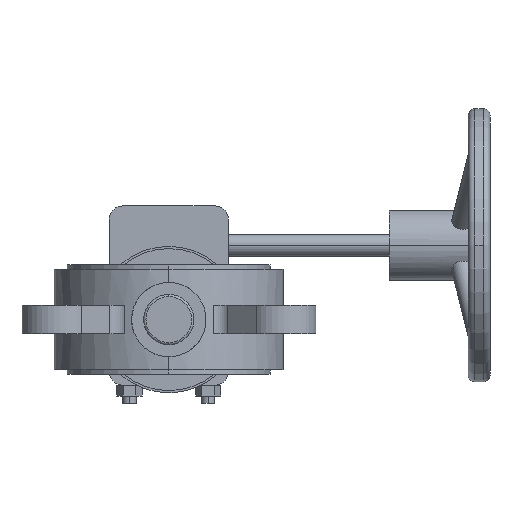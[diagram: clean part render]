
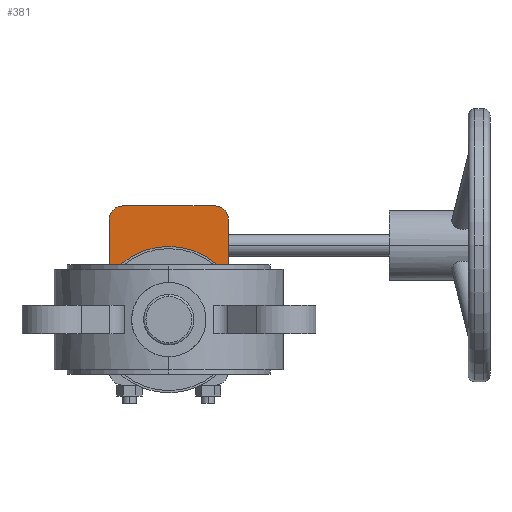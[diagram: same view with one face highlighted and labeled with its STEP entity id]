
A CAD part, front view. The second image highlights one B-rep face of the part: STEP entity #381.
In plain terms, the highlighted planar face has unit normal (0, -1, 0).
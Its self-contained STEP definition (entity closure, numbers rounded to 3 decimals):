
#381 = ADVANCED_FACE( '', ( #953 ), #954, .F. );
#953 = FACE_OUTER_BOUND( '', #1547, .T. );
#954 = PLANE( '', #1548 );
#1547 = EDGE_LOOP( '', ( #3743, #3744, #3745, #3746, #3747, #3748, #3749, #3750, #3751, #3752, #3753, #3754, #3755, #3756, #3757, #3758, #3759, #3760, #3761, #3762 ) );
#1548 = AXIS2_PLACEMENT_3D( '', #3763, #3764, #3765 );
#3743 = ORIENTED_EDGE( '', *, *, #4639, .T. );
#3744 = ORIENTED_EDGE( '', *, *, #4635, .T. );
#3745 = ORIENTED_EDGE( '', *, *, #4682, .T. );
#3746 = ORIENTED_EDGE( '', *, *, #4679, .T. );
#3747 = ORIENTED_EDGE( '', *, *, #4675, .T. );
#3748 = ORIENTED_EDGE( '', *, *, #4691, .F. );
#3749 = ORIENTED_EDGE( '', *, *, #4650, .T. );
#3750 = ORIENTED_EDGE( '', *, *, #4641, .T. );
#3751 = ORIENTED_EDGE( '', *, *, #4673, .T. );
#3752 = ORIENTED_EDGE( '', *, *, #4670, .T. );
#3753 = ORIENTED_EDGE( '', *, *, #4667, .T. );
#3754 = ORIENTED_EDGE( '', *, *, #4396, .F. );
#3755 = ORIENTED_EDGE( '', *, *, #4692, .F. );
#3756 = ORIENTED_EDGE( '', *, *, #4693, .F. );
#3757 = ORIENTED_EDGE( '', *, *, #4694, .F. );
#3758 = ORIENTED_EDGE( '', *, *, #4695, .F. );
#3759 = ORIENTED_EDGE( '', *, *, #4696, .F. );
#3760 = ORIENTED_EDGE( '', *, *, #4697, .F. );
#3761 = ORIENTED_EDGE( '', *, *, #4698, .F. );
#3762 = ORIENTED_EDGE( '', *, *, #4390, .F. );
#3763 = CARTESIAN_POINT( '', ( 0., 153., -25. ) );
#3764 = DIRECTION( '', ( 0., 1., 0. ) );
#3765 = DIRECTION( '', ( 0., 0., -1. ) );
#4390 = EDGE_CURVE( '', #5448, #5444, #5450, .T. );
#4396 = EDGE_CURVE( '', #5457, #5460, #5461, .T. );
#4635 = EDGE_CURVE( '', #5862, #5863, #5864, .T. );
#4639 = EDGE_CURVE( '', #5448, #5862, #5870, .T. );
#4641 = EDGE_CURVE( '', #5872, #5873, #5874, .T. );
#4650 = EDGE_CURVE( '', #5889, #5872, #5890, .T. );
#4667 = EDGE_CURVE( '', #5917, #5460, #5918, .T. );
#4670 = EDGE_CURVE( '', #5922, #5917, #5923, .T. );
#4673 = EDGE_CURVE( '', #5873, #5922, #5927, .T. );
#4675 = EDGE_CURVE( '', #5929, #5930, #5931, .T. );
#4679 = EDGE_CURVE( '', #5937, #5929, #5938, .T. );
#4682 = EDGE_CURVE( '', #5863, #5937, #5942, .T. );
#4691 = EDGE_CURVE( '', #5889, #5930, #5954, .T. );
#4692 = EDGE_CURVE( '', #5955, #5457, #5956, .T. );
#4693 = EDGE_CURVE( '', #5957, #5955, #5958, .T. );
#4694 = EDGE_CURVE( '', #5959, #5957, #5960, .T. );
#4695 = EDGE_CURVE( '', #5961, #5959, #5962, .T. );
#4696 = EDGE_CURVE( '', #5963, #5961, #5964, .T. );
#4697 = EDGE_CURVE( '', #5965, #5963, #5966, .T. );
#4698 = EDGE_CURVE( '', #5444, #5965, #5967, .T. );
#5444 = VERTEX_POINT( '', #7667 );
#5448 = VERTEX_POINT( '', #7672 );
#5450 = CIRCLE( '', #7683, 25.029 );
#5457 = VERTEX_POINT( '', #7710 );
#5460 = VERTEX_POINT( '', #7714 );
#5461 = CIRCLE( '', #7715, 25.029 );
#5862 = VERTEX_POINT( '', #9147 );
#5863 = VERTEX_POINT( '', #9148 );
#5864 = CIRCLE( '', #9149, 9. );
#5870 = LINE( '', #9157, #9158 );
#5872 = VERTEX_POINT( '', #9161 );
#5873 = VERTEX_POINT( '', #9162 );
#5874 = CIRCLE( '', #9163, 9. );
#5889 = VERTEX_POINT( '', #9185 );
#5890 = LINE( '', #9186, #9187 );
#5917 = VERTEX_POINT( '', #9244 );
#5918 = LINE( '', #9245, #9246 );
#5922 = VERTEX_POINT( '', #9252 );
#5923 = CIRCLE( '', #9253, 9. );
#5927 = CIRCLE( '', #9258, 2. );
#5929 = VERTEX_POINT( '', #9260 );
#5930 = VERTEX_POINT( '', #9261 );
#5931 = LINE( '', #9262, #9263 );
#5937 = VERTEX_POINT( '', #9280 );
#5938 = CIRCLE( '', #9281, 9. );
#5942 = CIRCLE( '', #9286, 2. );
#5954 = CIRCLE( '', #9339, 25.029 );
#5955 = VERTEX_POINT( '', #9340 );
#5956 = LINE( '', #9341, #9342 );
#5957 = VERTEX_POINT( '', #9343 );
#5958 = LINE( '', #9344, #9345 );
#5959 = VERTEX_POINT( '', #9346 );
#5960 = CIRCLE( '', #9347, 6. );
#5961 = VERTEX_POINT( '', #9348 );
#5962 = LINE( '', #9349, #9350 );
#5963 = VERTEX_POINT( '', #9351 );
#5964 = CIRCLE( '', #9352, 6. );
#5965 = VERTEX_POINT( '', #9353 );
#5966 = LINE( '', #9354, #9355 );
#5967 = LINE( '', #9356, #9357 );
#7667 = CARTESIAN_POINT( '', ( -25.029, 153., -25. ) );
#7672 = CARTESIAN_POINT( '', ( -21.588, 153., -12.334 ) );
#7683 = AXIS2_PLACEMENT_3D( '', #10180, #10181, #10182 );
#7710 = CARTESIAN_POINT( '', ( 25.029, 153., -25. ) );
#7714 = CARTESIAN_POINT( '', ( 21.588, 153., -12.334 ) );
#7715 = AXIS2_PLACEMENT_3D( '', #10186, #10187, #10188 );
#9147 = CARTESIAN_POINT( '', ( -22.37, 153., -11.217 ) );
#9148 = CARTESIAN_POINT( '', ( -23.371, 153., -2.756 ) );
#9149 = AXIS2_PLACEMENT_3D( '', #10601, #10602, #10603 );
#9157 = CARTESIAN_POINT( '', ( -15.452, 153., -21.097 ) );
#9158 = VECTOR( '', #10609, 1. );
#9161 = CARTESIAN_POINT( '', ( 13.783, 153., -2.63 ) );
#9162 = CARTESIAN_POINT( '', ( 22.244, 153., -1.629 ) );
#9163 = AXIS2_PLACEMENT_3D( '', #10611, #10612, #10613 );
#9185 = CARTESIAN_POINT( '', ( 12.666, 153., -3.412 ) );
#9186 = CARTESIAN_POINT( '', ( 3.903, 153., -9.548 ) );
#9187 = VECTOR( '', #10627, 1. );
#9244 = CARTESIAN_POINT( '', ( 22.37, 153., -11.217 ) );
#9245 = CARTESIAN_POINT( '', ( 14.286, 153., -22.762 ) );
#9246 = VECTOR( '', #10649, 1. );
#9252 = CARTESIAN_POINT( '', ( 23.371, 153., -2.756 ) );
#9253 = AXIS2_PLACEMENT_3D( '', #10652, #10653, #10654 );
#9258 = AXIS2_PLACEMENT_3D( '', #10659, #10660, #10661 );
#9260 = CARTESIAN_POINT( '', ( -13.783, 153., -2.63 ) );
#9261 = CARTESIAN_POINT( '', ( -12.666, 153., -3.412 ) );
#9262 = CARTESIAN_POINT( '', ( -2.238, 153., -10.714 ) );
#9263 = VECTOR( '', #10665, 1. );
#9280 = CARTESIAN_POINT( '', ( -22.244, 153., -1.629 ) );
#9281 = AXIS2_PLACEMENT_3D( '', #10668, #10669, #10670 );
#9286 = AXIS2_PLACEMENT_3D( '', #10675, #10676, #10677 );
#9339 = AXIS2_PLACEMENT_3D( '', #10689, #10690, #10691 );
#9340 = CARTESIAN_POINT( '', ( 27.2, 153., -25. ) );
#9341 = CARTESIAN_POINT( '', ( 27.2, 153., -25. ) );
#9342 = VECTOR( '', #10692, 1. );
#9343 = CARTESIAN_POINT( '', ( 27.2, 153., 21. ) );
#9344 = CARTESIAN_POINT( '', ( 27.2, 153., 21. ) );
#9345 = VECTOR( '', #10693, 1. );
#9346 = CARTESIAN_POINT( '', ( 21.2, 153., 27. ) );
#9347 = AXIS2_PLACEMENT_3D( '', #10694, #10695, #10696 );
#9348 = CARTESIAN_POINT( '', ( -21.2, 153., 27. ) );
#9349 = CARTESIAN_POINT( '', ( -21.2, 153., 27. ) );
#9350 = VECTOR( '', #10697, 1. );
#9351 = CARTESIAN_POINT( '', ( -27.2, 153., 21. ) );
#9352 = AXIS2_PLACEMENT_3D( '', #10698, #10699, #10700 );
#9353 = CARTESIAN_POINT( '', ( -27.2, 153., -25. ) );
#9354 = CARTESIAN_POINT( '', ( -27.2, 153., -25. ) );
#9355 = VECTOR( '', #10701, 1. );
#9356 = CARTESIAN_POINT( '', ( 27.2, 153., -25. ) );
#9357 = VECTOR( '', #10702, 1. );
#10180 = CARTESIAN_POINT( '', ( 0., 153., -25. ) );
#10181 = DIRECTION( '', ( 0., -1., 0. ) );
#10182 = DIRECTION( '', ( -1., 0., 0. ) );
#10186 = CARTESIAN_POINT( '', ( 0., 153., -25. ) );
#10187 = DIRECTION( '', ( 0., -1., 0. ) );
#10188 = DIRECTION( '', ( -1., 0., 0. ) );
#10601 = CARTESIAN_POINT( '', ( -14.998, 153., -6.055 ) );
#10602 = DIRECTION( '', ( 0., 1., 0. ) );
#10603 = DIRECTION( '', ( -0.819, 0., -0.574 ) );
#10609 = DIRECTION( '', ( -0.574, 0., 0.819 ) );
#10611 = CARTESIAN_POINT( '', ( 18.945, 153., -10.002 ) );
#10612 = DIRECTION( '', ( 0., 1., 0. ) );
#10613 = DIRECTION( '', ( -0.574, 0., 0.819 ) );
#10627 = DIRECTION( '', ( 0.819, 0., 0.574 ) );
#10649 = DIRECTION( '', ( -0.574, 0., -0.819 ) );
#10652 = CARTESIAN_POINT( '', ( 14.998, 153., -6.055 ) );
#10653 = DIRECTION( '', ( 0., 1., 0. ) );
#10654 = DIRECTION( '', ( 0.93, 0., 0.367 ) );
#10659 = CARTESIAN_POINT( '', ( 21.511, 153., -3.489 ) );
#10660 = DIRECTION( '', ( 0., 1., 0. ) );
#10661 = DIRECTION( '', ( 0.367, 0., 0.93 ) );
#10665 = DIRECTION( '', ( 0.819, 0., -0.574 ) );
#10668 = CARTESIAN_POINT( '', ( -18.945, 153., -10.002 ) );
#10669 = DIRECTION( '', ( 0., 1., 0. ) );
#10670 = DIRECTION( '', ( -0.367, 0., 0.93 ) );
#10675 = CARTESIAN_POINT( '', ( -21.511, 153., -3.489 ) );
#10676 = DIRECTION( '', ( 0., 1., 0. ) );
#10677 = DIRECTION( '', ( -0.93, 0., 0.367 ) );
#10689 = CARTESIAN_POINT( '', ( 0., 153., -25. ) );
#10690 = DIRECTION( '', ( 0., -1., 0. ) );
#10691 = DIRECTION( '', ( -1., 0., 0. ) );
#10692 = DIRECTION( '', ( -1., 0., 0. ) );
#10693 = DIRECTION( '', ( 0., 0., -1. ) );
#10694 = CARTESIAN_POINT( '', ( 21.2, 153., 21. ) );
#10695 = DIRECTION( '', ( 0., 1., 0. ) );
#10696 = DIRECTION( '', ( 0., 0., 1. ) );
#10697 = DIRECTION( '', ( 1., 0., 0. ) );
#10698 = CARTESIAN_POINT( '', ( -21.2, 153., 21. ) );
#10699 = DIRECTION( '', ( 0., 1., 0. ) );
#10700 = DIRECTION( '', ( -1., 0., 0. ) );
#10701 = DIRECTION( '', ( 0., 0., 1. ) );
#10702 = DIRECTION( '', ( -1., 0., 0. ) );
